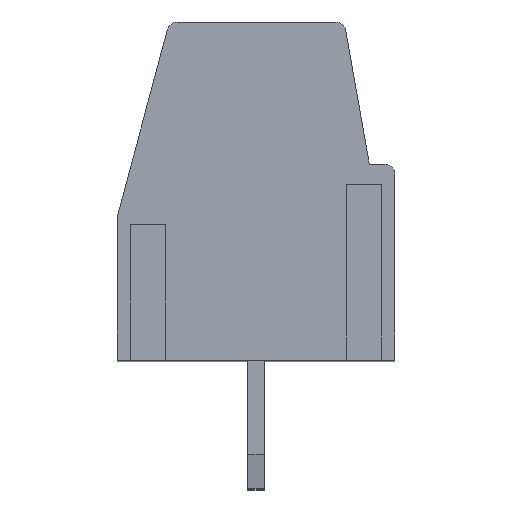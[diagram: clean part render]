
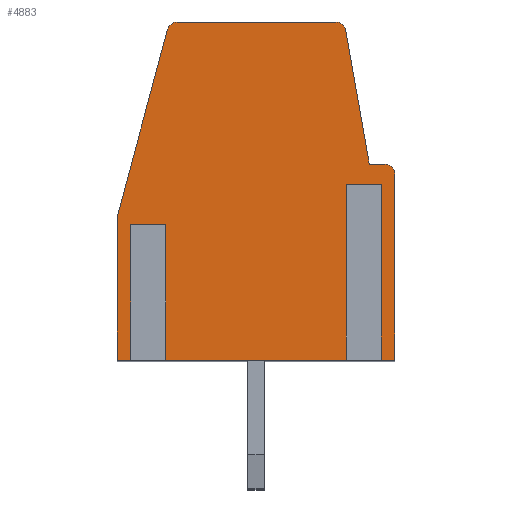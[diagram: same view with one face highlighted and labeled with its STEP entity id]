
A CAD part, top view. The second image highlights one B-rep face of the part: STEP entity #4883.
In plain terms, the highlighted planar face has unit normal (0, 0, 1).
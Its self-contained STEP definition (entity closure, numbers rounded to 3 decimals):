
#165 = VERTEX_POINT ( 'NONE', #3110 ) ;
#341 = EDGE_LOOP ( 'NONE', ( #11291, #12370, #3056, #9474, #6632, #6811, #11533, #12099, #7381, #850, #1894, #9068, #13000, #12808, #3190, #11788, #1824, #13055 ) ) ;
#351 = VECTOR ( 'NONE', #6062, 1000. ) ;
#383 = DIRECTION ( 'NONE',  ( 0., 0., -1. ) ) ;
#594 = VECTOR ( 'NONE', #12300, 1000. ) ;
#595 = EDGE_CURVE ( 'NONE', #7234, #1357, #4985, .T. ) ;
#614 = DIRECTION ( 'NONE',  ( 1., 0., 0. ) ) ;
#760 = CARTESIAN_POINT ( 'NONE',  ( 8.2, 5.5, 12.7 ) ) ;
#850 = ORIENTED_EDGE ( 'NONE', *, *, #3346, .F. ) ;
#1038 = CARTESIAN_POINT ( 'NONE',  ( 1.213, 4., 12.7 ) ) ;
#1130 = DIRECTION ( 'NONE',  ( 0.259, 0.966, 0. ) ) ;
#1243 = CARTESIAN_POINT ( 'NONE',  ( 6.458, 10., 12.7 ) ) ;
#1299 = CARTESIAN_POINT ( 'NONE',  ( 6.753, 9.752, 12.7 ) ) ;
#1357 = VERTEX_POINT ( 'NONE', #7465 ) ;
#1440 = LINE ( 'NONE', #6340, #11919 ) ;
#1464 = CARTESIAN_POINT ( 'NONE',  ( 0.613, 0., 12.7 ) ) ;
#1568 = CARTESIAN_POINT ( 'NONE',  ( 8.2, 5.8, 12.7 ) ) ;
#1824 = ORIENTED_EDGE ( 'NONE', *, *, #8555, .F. ) ;
#1841 = CARTESIAN_POINT ( 'NONE',  ( 0., 0., 12.7 ) ) ;
#1894 = ORIENTED_EDGE ( 'NONE', *, *, #12179, .F. ) ;
#1930 = LINE ( 'NONE', #10037, #3270 ) ;
#2049 = VECTOR ( 'NONE', #7653, 1000. ) ;
#2094 = VERTEX_POINT ( 'NONE', #7022 ) ;
#2297 = PLANE ( 'NONE',  #12706 ) ;
#2422 = DIRECTION ( 'NONE',  ( 0., -1., 0. ) ) ;
#2446 = LINE ( 'NONE', #8999, #3945 ) ;
#2453 = VERTEX_POINT ( 'NONE', #1038 ) ;
#2496 = CARTESIAN_POINT ( 'NONE',  ( 1.771, 10., 12.7 ) ) ;
#2573 = DIRECTION ( 'NONE',  ( -1., 0., 0. ) ) ;
#2665 = VERTEX_POINT ( 'NONE', #760 ) ;
#2854 = DIRECTION ( 'NONE',  ( -1., 0., 0. ) ) ;
#2898 = CARTESIAN_POINT ( 'NONE',  ( 8.2, 5.8, 12.7 ) ) ;
#2983 = VERTEX_POINT ( 'NONE', #8779 ) ;
#3056 = ORIENTED_EDGE ( 'NONE', *, *, #7473, .F. ) ;
#3110 = CARTESIAN_POINT ( 'NONE',  ( 7.588, 0., 12.7 ) ) ;
#3118 = CARTESIAN_POINT ( 'NONE',  ( 0.613, 5.8, 12.7 ) ) ;
#3160 = EDGE_CURVE ( 'NONE', #4832, #7081, #7522, .T. ) ;
#3190 = ORIENTED_EDGE ( 'NONE', *, *, #11891, .F. ) ;
#3234 = DIRECTION ( 'NONE',  ( -1., 0., 0. ) ) ;
#3270 = VECTOR ( 'NONE', #6031, 1000. ) ;
#3346 = EDGE_CURVE ( 'NONE', #12021, #4867, #7703, .T. ) ;
#3429 = EDGE_CURVE ( 'NONE', #4867, #3869, #9912, .T. ) ;
#3450 = CARTESIAN_POINT ( 'NONE',  ( 6.988, 5.2, 12.7 ) ) ;
#3545 = CIRCLE ( 'NONE', #7998, 0.3 ) ;
#3680 = DIRECTION ( 'NONE',  ( -1., 0., 0. ) ) ;
#3708 = EDGE_CURVE ( 'NONE', #2665, #7107, #5879, .T. ) ;
#3770 = VECTOR ( 'NONE', #1130, 1000. ) ;
#3869 = VERTEX_POINT ( 'NONE', #7337 ) ;
#3895 = DIRECTION ( 'NONE',  ( 0., 1., 0. ) ) ;
#3916 = CARTESIAN_POINT ( 'NONE',  ( 6.458, 9.7, 12.7 ) ) ;
#3945 = VECTOR ( 'NONE', #11989, 1000. ) ;
#3969 = DIRECTION ( 'NONE',  ( 0., -1., 0. ) ) ;
#4065 = DIRECTION ( 'NONE',  ( -1., 0., 0. ) ) ;
#4194 = AXIS2_PLACEMENT_3D ( 'NONE', #3916, #10031, #2854 ) ;
#4826 = VECTOR ( 'NONE', #3895, 1000. ) ;
#4832 = VERTEX_POINT ( 'NONE', #8279 ) ;
#4867 = VERTEX_POINT ( 'NONE', #1243 ) ;
#4876 = CARTESIAN_POINT ( 'NONE',  ( 8.2, 5.2, 12.7 ) ) ;
#4883 = ADVANCED_FACE ( 'NONE', ( #12399 ), #2297, .F. ) ;
#4985 = LINE ( 'NONE', #7046, #8313 ) ;
#5021 = CARTESIAN_POINT ( 'NONE',  ( 6.988, 0., 12.7 ) ) ;
#5231 = LINE ( 'NONE', #3118, #594 ) ;
#5269 = CARTESIAN_POINT ( 'NONE',  ( 8.2, 0., 12.7 ) ) ;
#5308 = VERTEX_POINT ( 'NONE', #12521 ) ;
#5384 = CARTESIAN_POINT ( 'NONE',  ( 0.613, 4., 12.7 ) ) ;
#5399 = CARTESIAN_POINT ( 'NONE',  ( 7.45, 5.8, 12.7 ) ) ;
#5468 = DIRECTION ( 'NONE',  ( 1., 0., 0. ) ) ;
#5639 = VERTEX_POINT ( 'NONE', #3450 ) ;
#5643 = VECTOR ( 'NONE', #5468, 1000. ) ;
#5660 = VERTEX_POINT ( 'NONE', #11438 ) ;
#5724 = DIRECTION ( 'NONE',  ( 0., 0., -1. ) ) ;
#5810 = LINE ( 'NONE', #9817, #12697 ) ;
#5837 = EDGE_CURVE ( 'NONE', #5639, #7234, #1440, .T. ) ;
#5879 = LINE ( 'NONE', #2898, #10552 ) ;
#5991 = LINE ( 'NONE', #4876, #11832 ) ;
#6031 = DIRECTION ( 'NONE',  ( 0., 1., 0. ) ) ;
#6062 = DIRECTION ( 'NONE',  ( -1., 0., 0. ) ) ;
#6230 = VECTOR ( 'NONE', #3234, 1000. ) ;
#6340 = CARTESIAN_POINT ( 'NONE',  ( 6.988, 5.8, 12.7 ) ) ;
#6539 = DIRECTION ( 'NONE',  ( -1., 0., 0. ) ) ;
#6632 = ORIENTED_EDGE ( 'NONE', *, *, #3708, .F. ) ;
#6811 = ORIENTED_EDGE ( 'NONE', *, *, #11128, .F. ) ;
#6905 = EDGE_CURVE ( 'NONE', #8666, #5308, #8235, .T. ) ;
#7022 = CARTESIAN_POINT ( 'NONE',  ( 0., 4.25, 12.7 ) ) ;
#7046 = CARTESIAN_POINT ( 'NONE',  ( 8.2, 0., 12.7 ) ) ;
#7081 = VERTEX_POINT ( 'NONE', #11879 ) ;
#7107 = VERTEX_POINT ( 'NONE', #10008 ) ;
#7171 = LINE ( 'NONE', #11429, #3770 ) ;
#7234 = VERTEX_POINT ( 'NONE', #5021 ) ;
#7337 = CARTESIAN_POINT ( 'NONE',  ( 6.753, 9.752, 12.7 ) ) ;
#7377 = CIRCLE ( 'NONE', #12718, 0.3 ) ;
#7381 = ORIENTED_EDGE ( 'NONE', *, *, #3429, .F. ) ;
#7465 = CARTESIAN_POINT ( 'NONE',  ( 1.213, 0., 12.7 ) ) ;
#7473 = EDGE_CURVE ( 'NONE', #165, #5660, #1930, .T. ) ;
#7522 = LINE ( 'NONE', #5399, #5643 ) ;
#7653 = DIRECTION ( 'NONE',  ( 0.174, -0.985, 0. ) ) ;
#7703 = LINE ( 'NONE', #8510, #10338 ) ;
#7998 = AXIS2_PLACEMENT_3D ( 'NONE', #12542, #383, #10596 ) ;
#8001 = DIRECTION ( 'NONE',  ( -1., 0., 0. ) ) ;
#8221 = VERTEX_POINT ( 'NONE', #5384 ) ;
#8235 = LINE ( 'NONE', #11289, #6230 ) ;
#8279 = CARTESIAN_POINT ( 'NONE',  ( 7.45, 5.8, 12.7 ) ) ;
#8313 = VECTOR ( 'NONE', #4065, 1000. ) ;
#8510 = CARTESIAN_POINT ( 'NONE',  ( 8.2, 10., 12.7 ) ) ;
#8555 = EDGE_CURVE ( 'NONE', #1357, #2453, #2446, .T. ) ;
#8666 = VERTEX_POINT ( 'NONE', #1464 ) ;
#8675 = CARTESIAN_POINT ( 'NONE',  ( 1.771, 9.7, 12.7 ) ) ;
#8779 = CARTESIAN_POINT ( 'NONE',  ( 1.481, 9.778, 12.7 ) ) ;
#8854 = EDGE_CURVE ( 'NONE', #7107, #165, #11118, .T. ) ;
#8999 = CARTESIAN_POINT ( 'NONE',  ( 1.213, 5.8, 12.7 ) ) ;
#9008 = EDGE_CURVE ( 'NONE', #3869, #4832, #10387, .T. ) ;
#9068 = ORIENTED_EDGE ( 'NONE', *, *, #11889, .F. ) ;
#9474 = ORIENTED_EDGE ( 'NONE', *, *, #8854, .F. ) ;
#9817 = CARTESIAN_POINT ( 'NONE',  ( 8.2, 4., 12.7 ) ) ;
#9912 = CIRCLE ( 'NONE', #4194, 0.3 ) ;
#10008 = CARTESIAN_POINT ( 'NONE',  ( 8.2, 0., 12.7 ) ) ;
#10031 = DIRECTION ( 'NONE',  ( 0., 0., -1. ) ) ;
#10037 = CARTESIAN_POINT ( 'NONE',  ( 7.588, 5.8, 12.7 ) ) ;
#10101 = EDGE_CURVE ( 'NONE', #2453, #8221, #5810, .T. ) ;
#10332 = EDGE_CURVE ( 'NONE', #5308, #2094, #11067, .T. ) ;
#10338 = VECTOR ( 'NONE', #614, 1000. ) ;
#10387 = LINE ( 'NONE', #1299, #2049 ) ;
#10520 = DIRECTION ( 'NONE',  ( 0., 0., -1. ) ) ;
#10552 = VECTOR ( 'NONE', #3969, 1000. ) ;
#10596 = DIRECTION ( 'NONE',  ( -1., 0., 0. ) ) ;
#11067 = LINE ( 'NONE', #1841, #4826 ) ;
#11118 = LINE ( 'NONE', #5269, #351 ) ;
#11128 = EDGE_CURVE ( 'NONE', #7081, #2665, #3545, .T. ) ;
#11289 = CARTESIAN_POINT ( 'NONE',  ( 8.2, 0., 12.7 ) ) ;
#11291 = ORIENTED_EDGE ( 'NONE', *, *, #5837, .F. ) ;
#11394 = EDGE_CURVE ( 'NONE', #5660, #5639, #5991, .T. ) ;
#11429 = CARTESIAN_POINT ( 'NONE',  ( 0., 4.25, 12.7 ) ) ;
#11438 = CARTESIAN_POINT ( 'NONE',  ( 7.588, 5.2, 12.7 ) ) ;
#11533 = ORIENTED_EDGE ( 'NONE', *, *, #3160, .F. ) ;
#11788 = ORIENTED_EDGE ( 'NONE', *, *, #10101, .F. ) ;
#11832 = VECTOR ( 'NONE', #8001, 1000. ) ;
#11879 = CARTESIAN_POINT ( 'NONE',  ( 7.9, 5.8, 12.7 ) ) ;
#11889 = EDGE_CURVE ( 'NONE', #2094, #2983, #7171, .T. ) ;
#11891 = EDGE_CURVE ( 'NONE', #8221, #8666, #5231, .T. ) ;
#11919 = VECTOR ( 'NONE', #2422, 1000. ) ;
#11989 = DIRECTION ( 'NONE',  ( 0., 1., 0. ) ) ;
#12021 = VERTEX_POINT ( 'NONE', #2496 ) ;
#12099 = ORIENTED_EDGE ( 'NONE', *, *, #9008, .F. ) ;
#12179 = EDGE_CURVE ( 'NONE', #2983, #12021, #7377, .T. ) ;
#12300 = DIRECTION ( 'NONE',  ( 0., -1., 0. ) ) ;
#12370 = ORIENTED_EDGE ( 'NONE', *, *, #11394, .F. ) ;
#12399 = FACE_OUTER_BOUND ( 'NONE', #341, .T. ) ;
#12521 = CARTESIAN_POINT ( 'NONE',  ( 0., 0., 12.7 ) ) ;
#12542 = CARTESIAN_POINT ( 'NONE',  ( 7.9, 5.5, 12.7 ) ) ;
#12697 = VECTOR ( 'NONE', #2573, 1000. ) ;
#12706 = AXIS2_PLACEMENT_3D ( 'NONE', #1568, #5724, #6539 ) ;
#12718 = AXIS2_PLACEMENT_3D ( 'NONE', #8675, #10520, #3680 ) ;
#12808 = ORIENTED_EDGE ( 'NONE', *, *, #6905, .F. ) ;
#13000 = ORIENTED_EDGE ( 'NONE', *, *, #10332, .F. ) ;
#13055 = ORIENTED_EDGE ( 'NONE', *, *, #595, .F. ) ;
